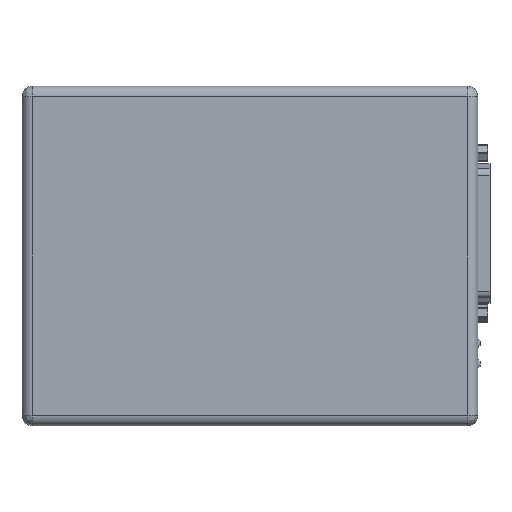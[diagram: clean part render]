
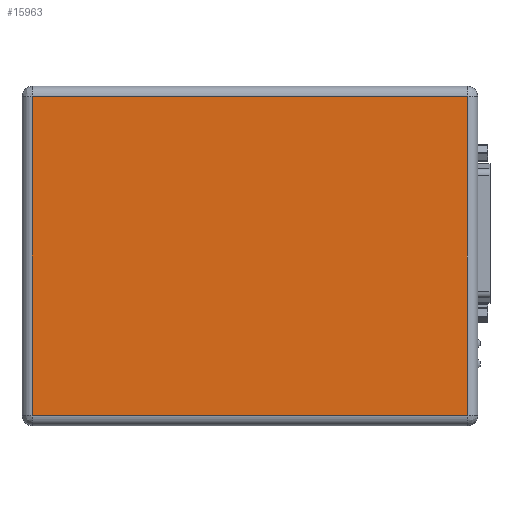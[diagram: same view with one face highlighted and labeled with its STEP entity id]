
A CAD part, left-side view. The second image highlights one B-rep face of the part: STEP entity #15963.
In plain terms, the highlighted planar face has unit normal (-1, 0, 0).
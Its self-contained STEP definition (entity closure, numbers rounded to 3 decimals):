
#942 = EDGE_LOOP ( 'NONE', ( #14473, #2223, #2236, #10021 ) ) ;
#1219 = DIRECTION ( 'NONE',  ( 0., 0., 1. ) ) ;
#2016 = LINE ( 'NONE', #21150, #4920 ) ;
#2223 = ORIENTED_EDGE ( 'NONE', *, *, #4252, .F. ) ;
#2236 = ORIENTED_EDGE ( 'NONE', *, *, #10124, .F. ) ;
#2503 = CARTESIAN_POINT ( 'NONE',  ( -105.4, 2.85, 284.332 ) ) ;
#2840 = VECTOR ( 'NONE', #21727, 1000. ) ;
#3142 = FACE_OUTER_BOUND ( 'NONE', #942, .T. ) ;
#3506 = DIRECTION ( 'NONE',  ( 0., 0., -1. ) ) ;
#4252 = EDGE_CURVE ( 'NONE', #17813, #18964, #2016, .T. ) ;
#4920 = VECTOR ( 'NONE', #1219, 1000. ) ;
#5495 = LINE ( 'NONE', #18036, #2840 ) ;
#5695 = EDGE_CURVE ( 'NONE', #7280, #21189, #7469, .T. ) ;
#5777 = AXIS2_PLACEMENT_3D ( 'NONE', #18613, #8441, #20304 ) ;
#5961 = DIRECTION ( 'NONE',  ( 0., -1., 0. ) ) ;
#6886 = CARTESIAN_POINT ( 'NONE',  ( -105.4, 2.85, 330.982 ) ) ;
#7280 = VERTEX_POINT ( 'NONE', #11565 ) ;
#7469 = LINE ( 'NONE', #6886, #13546 ) ;
#8441 = DIRECTION ( 'NONE',  ( 1., 0., 0. ) ) ;
#10021 = ORIENTED_EDGE ( 'NONE', *, *, #5695, .F. ) ;
#10124 = EDGE_CURVE ( 'NONE', #21189, #17813, #5495, .T. ) ;
#11565 = CARTESIAN_POINT ( 'NONE',  ( -105.4, 2.85, 377.632 ) ) ;
#12027 = EDGE_CURVE ( 'NONE', #18964, #7280, #21542, .T. ) ;
#13173 = CARTESIAN_POINT ( 'NONE',  ( -105.4, 130.15, 284.332 ) ) ;
#13546 = VECTOR ( 'NONE', #3506, 1000. ) ;
#14473 = ORIENTED_EDGE ( 'NONE', *, *, #12027, .F. ) ;
#15963 = ADVANCED_FACE ( 'NONE', ( #3142 ), #16897, .F. ) ;
#16163 = CARTESIAN_POINT ( 'NONE',  ( -105.4, 66.5, 377.632 ) ) ;
#16897 = PLANE ( 'NONE',  #5777 ) ;
#17614 = CARTESIAN_POINT ( 'NONE',  ( -105.4, 130.15, 377.632 ) ) ;
#17813 = VERTEX_POINT ( 'NONE', #13173 ) ;
#18036 = CARTESIAN_POINT ( 'NONE',  ( -105.4, 66.5, 284.332 ) ) ;
#18613 = CARTESIAN_POINT ( 'NONE',  ( -105.4, 66.5, 330.982 ) ) ;
#18915 = VECTOR ( 'NONE', #5961, 1000. ) ;
#18964 = VERTEX_POINT ( 'NONE', #17614 ) ;
#20304 = DIRECTION ( 'NONE',  ( 0., 0., -1. ) ) ;
#21150 = CARTESIAN_POINT ( 'NONE',  ( -105.4, 130.15, 330.982 ) ) ;
#21189 = VERTEX_POINT ( 'NONE', #2503 ) ;
#21542 = LINE ( 'NONE', #16163, #18915 ) ;
#21727 = DIRECTION ( 'NONE',  ( 0., 1., 0. ) ) ;
